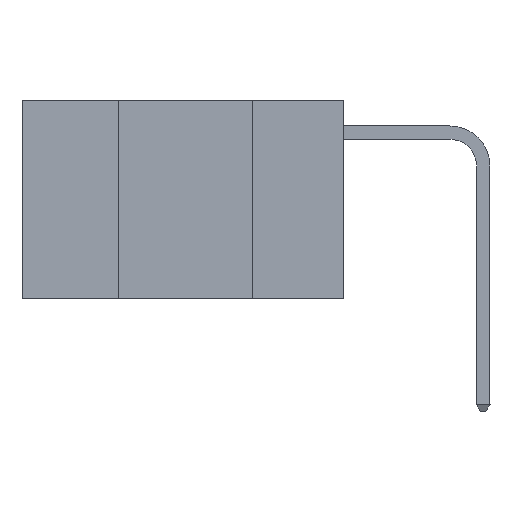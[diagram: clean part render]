
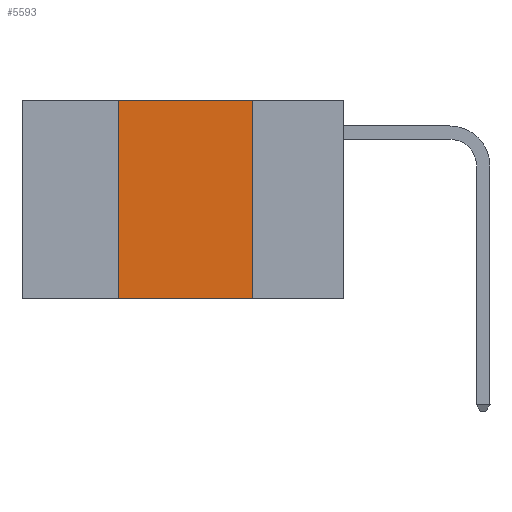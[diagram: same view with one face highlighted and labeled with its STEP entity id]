
A CAD part, left-side view. The second image highlights one B-rep face of the part: STEP entity #5593.
In plain terms, the highlighted planar face has unit normal (-1, 0, 0).
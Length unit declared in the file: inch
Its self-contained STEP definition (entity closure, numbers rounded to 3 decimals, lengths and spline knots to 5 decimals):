
#138 = VERTEX_POINT ( 'NONE', #7839 ) ;
#268 = DIRECTION ( 'NONE',  ( 0., 0., -1. ) ) ;
#302 = DIRECTION ( 'NONE',  ( 0., 0., 1. ) ) ;
#307 = DIRECTION ( 'NONE',  ( 1., 0., 0. ) ) ;
#375 = PLANE ( 'NONE',  #2916 ) ;
#434 = CARTESIAN_POINT ( 'NONE',  ( 0., 0.42, 0. ) ) ;
#619 = EDGE_LOOP ( 'NONE', ( #8846, #6495, #7772, #2836 ) ) ;
#1647 = VECTOR ( 'NONE', #5650, 39.37008 ) ;
#1711 = VERTEX_POINT ( 'NONE', #8818 ) ;
#1847 = VERTEX_POINT ( 'NONE', #2896 ) ;
#1922 = LINE ( 'NONE', #6009, #1647 ) ;
#2743 = EDGE_CURVE ( 'NONE', #1847, #1711, #5603, .T. ) ;
#2756 = DIRECTION ( 'NONE',  ( 0., -1., 0. ) ) ;
#2836 = ORIENTED_EDGE ( 'NONE', *, *, #2743, .T. ) ;
#2896 = CARTESIAN_POINT ( 'NONE',  ( 0., 0.42, -0.37 ) ) ;
#2916 = AXIS2_PLACEMENT_3D ( 'NONE', #8457, #307, #268 ) ;
#3414 = EDGE_CURVE ( 'NONE', #6741, #1711, #1922, .T. ) ;
#4174 = DIRECTION ( 'NONE',  ( 0., -1., 0. ) ) ;
#4281 = CARTESIAN_POINT ( 'NONE',  ( 0., 0.17, 0. ) ) ;
#4335 = VECTOR ( 'NONE', #302, 39.37008 ) ;
#4418 = CARTESIAN_POINT ( 'NONE',  ( 0., 0.6, 0. ) ) ;
#4421 = FACE_OUTER_BOUND ( 'NONE', #619, .T. ) ;
#5593 = ADVANCED_FACE ( 'NONE', ( #4421 ), #375, .F. ) ;
#5603 = LINE ( 'NONE', #8373, #6213 ) ;
#5650 = DIRECTION ( 'NONE',  ( 0., 0., -1. ) ) ;
#6009 = CARTESIAN_POINT ( 'NONE',  ( 0., 0.17, 0. ) ) ;
#6213 = VECTOR ( 'NONE', #2756, 39.37008 ) ;
#6360 = LINE ( 'NONE', #434, #4335 ) ;
#6495 = ORIENTED_EDGE ( 'NONE', *, *, #9024, .F. ) ;
#6741 = VERTEX_POINT ( 'NONE', #4281 ) ;
#7405 = EDGE_CURVE ( 'NONE', #1847, #138, #6360, .T. ) ;
#7772 = ORIENTED_EDGE ( 'NONE', *, *, #7405, .F. ) ;
#7839 = CARTESIAN_POINT ( 'NONE',  ( 0., 0.42, 0. ) ) ;
#8248 = VECTOR ( 'NONE', #4174, 39.37008 ) ;
#8373 = CARTESIAN_POINT ( 'NONE',  ( 0., 0.6, -0.37 ) ) ;
#8457 = CARTESIAN_POINT ( 'NONE',  ( 0., 0.6, 0. ) ) ;
#8530 = LINE ( 'NONE', #4418, #8248 ) ;
#8818 = CARTESIAN_POINT ( 'NONE',  ( 0., 0.17, -0.37 ) ) ;
#8846 = ORIENTED_EDGE ( 'NONE', *, *, #3414, .F. ) ;
#9024 = EDGE_CURVE ( 'NONE', #138, #6741, #8530, .T. ) ;
